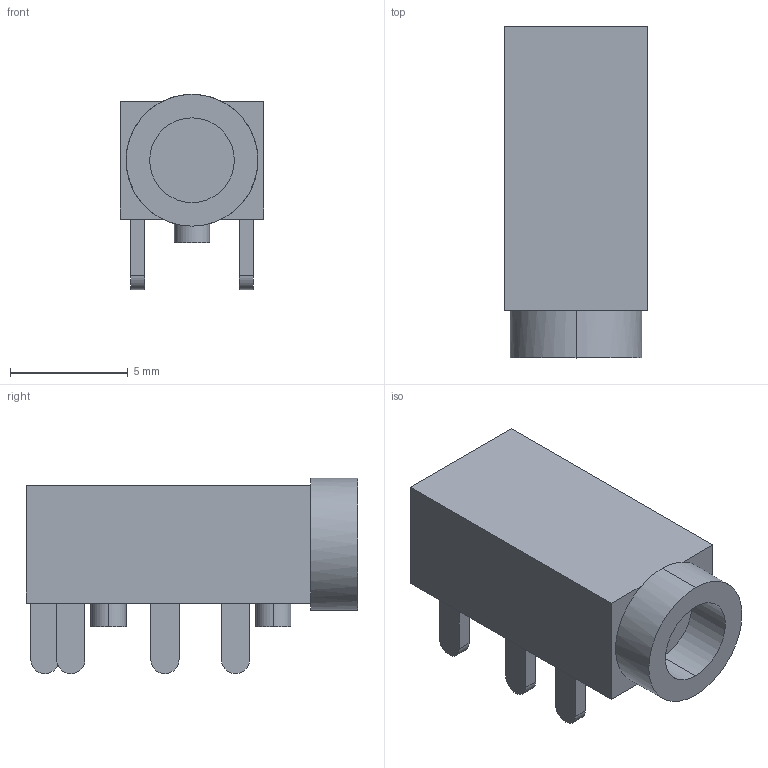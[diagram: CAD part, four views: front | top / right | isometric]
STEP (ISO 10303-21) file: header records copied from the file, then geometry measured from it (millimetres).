
FILE_DESCRIPTION (( 'STEP AP214' ), '1' );
FILE_NAME ('Conn_Audio_PJ320A.STEP', '2018-05-24T19:21:26', ( '' ), ( '' ), 'SwSTEP 2.0', 'SolidWorks 2018', '' );
FILE_SCHEMA (( 'AUTOMOTIVE_DESIGN' ));
Length unit declared in the file: millimetre
Products named in the file (1): Conn_Audio_PJ320A
Bounding box: 6.1 x 14.1 x 8.3 mm (x, y, z)
Volume: 409.8 mm3; surface area: 439.6 mm2
Topology: 1 solids, 1 shells, 45 faces, 104 edges, 68 vertices
Faces by surface type: plane 29, cylinder 16
Entity records: 1811 total; most frequent: DIRECTION 232, CARTESIAN_POINT 218, ORIENTED_EDGE 208, EDGE_CURVE 104, AXIS2_PLACEMENT_3D 82, LINE 68, VECTOR 68, VERTEX_POINT 68
